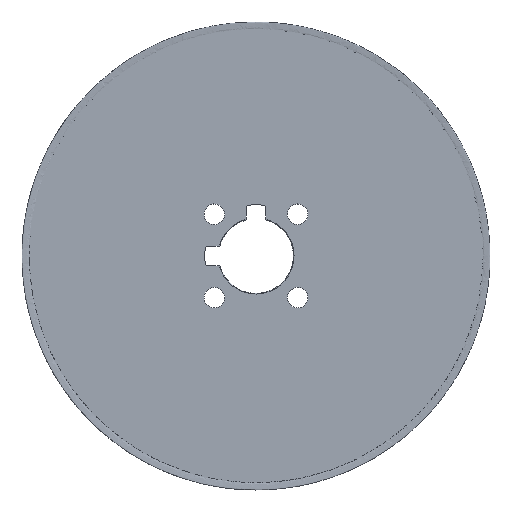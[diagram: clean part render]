
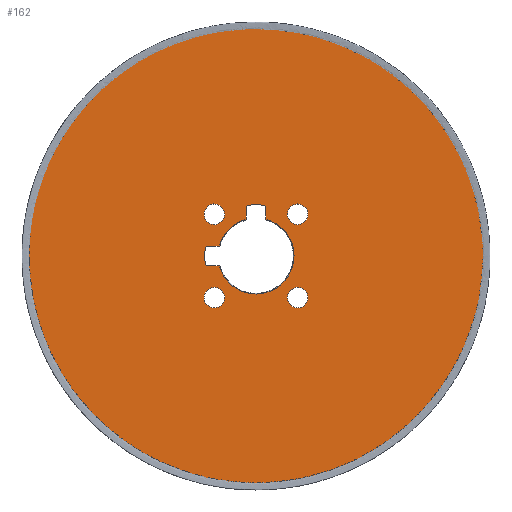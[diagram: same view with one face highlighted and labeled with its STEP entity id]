
A CAD part, top view. The second image highlights one B-rep face of the part: STEP entity #162.
In plain terms, the highlighted planar face has unit normal (0, 0, 1).
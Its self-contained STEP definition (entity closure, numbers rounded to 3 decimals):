
#162=ADVANCED_FACE('TB_SU_5',(#202,#203,#204,#205,#206,#207),#196,.T.);
#196=PLANE('',#930);
#202=FACE_BOUND('',#229,.T.);
#203=FACE_BOUND('',#230,.T.);
#204=FACE_BOUND('',#231,.T.);
#205=FACE_BOUND('',#232,.T.);
#206=FACE_BOUND('',#233,.T.);
#207=FACE_BOUND('',#234,.T.);
#229=EDGE_LOOP('',(#327,#328,#329,#330,#331,#332,#333,#334,#335,#336,#337,
#338,#339,#340,#341,#342,#343,#344));
#230=EDGE_LOOP('',(#345));
#231=EDGE_LOOP('',(#346));
#232=EDGE_LOOP('',(#347));
#233=EDGE_LOOP('',(#348));
#234=EDGE_LOOP('',(#349));
#279=LINE('',#1283,#303);
#280=LINE('',#1291,#304);
#281=LINE('',#1303,#305);
#282=LINE('',#1311,#306);
#303=VECTOR('',#1044,1.);
#304=VECTOR('',#1051,1.);
#305=VECTOR('',#1062,1.);
#306=VECTOR('',#1069,1.);
#327=ORIENTED_EDGE('',*,*,#556,.F.);
#328=ORIENTED_EDGE('',*,*,#557,.T.);
#329=ORIENTED_EDGE('',*,*,#558,.T.);
#330=ORIENTED_EDGE('',*,*,#559,.F.);
#331=ORIENTED_EDGE('',*,*,#560,.T.);
#332=ORIENTED_EDGE('',*,*,#561,.F.);
#333=ORIENTED_EDGE('',*,*,#562,.T.);
#334=ORIENTED_EDGE('',*,*,#563,.T.);
#335=ORIENTED_EDGE('',*,*,#564,.F.);
#336=ORIENTED_EDGE('',*,*,#565,.F.);
#337=ORIENTED_EDGE('',*,*,#566,.F.);
#338=ORIENTED_EDGE('',*,*,#567,.T.);
#339=ORIENTED_EDGE('',*,*,#568,.T.);
#340=ORIENTED_EDGE('',*,*,#569,.F.);
#341=ORIENTED_EDGE('',*,*,#570,.T.);
#342=ORIENTED_EDGE('',*,*,#571,.F.);
#343=ORIENTED_EDGE('',*,*,#572,.T.);
#344=ORIENTED_EDGE('',*,*,#573,.T.);
#345=ORIENTED_EDGE('',*,*,#574,.T.);
#346=ORIENTED_EDGE('',*,*,#575,.T.);
#347=ORIENTED_EDGE('',*,*,#576,.T.);
#348=ORIENTED_EDGE('',*,*,#577,.T.);
#349=ORIENTED_EDGE('',*,*,#578,.T.);
#495=VERTEX_POINT('',#1279);
#496=VERTEX_POINT('',#1280);
#497=VERTEX_POINT('',#1282);
#498=VERTEX_POINT('',#1284);
#499=VERTEX_POINT('',#1286);
#500=VERTEX_POINT('',#1288);
#501=VERTEX_POINT('',#1290);
#502=VERTEX_POINT('',#1292);
#503=VERTEX_POINT('',#1294);
#504=VERTEX_POINT('',#1296);
#505=VERTEX_POINT('',#1298);
#506=VERTEX_POINT('',#1300);
#507=VERTEX_POINT('',#1302);
#508=VERTEX_POINT('',#1304);
#509=VERTEX_POINT('',#1306);
#510=VERTEX_POINT('',#1308);
#511=VERTEX_POINT('',#1310);
#512=VERTEX_POINT('',#1312);
#513=VERTEX_POINT('',#1315);
#514=VERTEX_POINT('',#1317);
#515=VERTEX_POINT('',#1319);
#516=VERTEX_POINT('',#1321);
#517=VERTEX_POINT('',#1323);
#556=EDGE_CURVE('',#495,#496,#640,.T.);
#557=EDGE_CURVE('',#495,#497,#641,.T.);
#558=EDGE_CURVE('',#497,#498,#279,.T.);
#559=EDGE_CURVE('',#499,#498,#642,.T.);
#560=EDGE_CURVE('',#499,#500,#643,.T.);
#561=EDGE_CURVE('',#501,#500,#644,.T.);
#562=EDGE_CURVE('',#501,#502,#280,.T.);
#563=EDGE_CURVE('',#502,#503,#645,.T.);
#564=EDGE_CURVE('',#504,#503,#646,.T.);
#565=EDGE_CURVE('',#505,#504,#647,.T.);
#566=EDGE_CURVE('',#506,#505,#648,.T.);
#567=EDGE_CURVE('',#506,#507,#649,.T.);
#568=EDGE_CURVE('',#507,#508,#281,.T.);
#569=EDGE_CURVE('',#509,#508,#650,.T.);
#570=EDGE_CURVE('',#509,#510,#651,.T.);
#571=EDGE_CURVE('',#511,#510,#652,.T.);
#572=EDGE_CURVE('',#511,#512,#282,.T.);
#573=EDGE_CURVE('',#512,#496,#653,.T.);
#574=EDGE_CURVE('',#513,#513,#654,.T.);
#575=EDGE_CURVE('',#514,#514,#655,.T.);
#576=EDGE_CURVE('',#515,#515,#656,.T.);
#577=EDGE_CURVE('',#516,#516,#657,.T.);
#578=EDGE_CURVE('',#517,#517,#658,.T.);
#640=CIRCLE('',#911,20.306);
#641=CIRCLE('',#912,0.5);
#642=CIRCLE('',#913,1.6);
#643=CIRCLE('',#914,22.);
#644=CIRCLE('',#915,1.6);
#645=CIRCLE('',#916,0.5);
#646=CIRCLE('',#917,20.306);
#647=CIRCLE('',#918,20.306);
#648=CIRCLE('',#919,20.306);
#649=CIRCLE('',#920,0.5);
#650=CIRCLE('',#921,1.6);
#651=CIRCLE('',#922,22.);
#652=CIRCLE('',#923,1.6);
#653=CIRCLE('',#924,0.5);
#654=CIRCLE('',#925,5.511);
#655=CIRCLE('',#926,5.511);
#656=CIRCLE('',#927,123.29);
#657=CIRCLE('',#928,5.511);
#658=CIRCLE('',#929,5.511);
#911=AXIS2_PLACEMENT_3D('',#1278,#1040,#1041);
#912=AXIS2_PLACEMENT_3D('',#1281,#1042,#1043);
#913=AXIS2_PLACEMENT_3D('',#1285,#1045,#1046);
#914=AXIS2_PLACEMENT_3D('',#1287,#1047,#1048);
#915=AXIS2_PLACEMENT_3D('',#1289,#1049,#1050);
#916=AXIS2_PLACEMENT_3D('',#1293,#1052,#1053);
#917=AXIS2_PLACEMENT_3D('',#1295,#1054,#1055);
#918=AXIS2_PLACEMENT_3D('',#1297,#1056,#1057);
#919=AXIS2_PLACEMENT_3D('',#1299,#1058,#1059);
#920=AXIS2_PLACEMENT_3D('',#1301,#1060,#1061);
#921=AXIS2_PLACEMENT_3D('',#1305,#1063,#1064);
#922=AXIS2_PLACEMENT_3D('',#1307,#1065,#1066);
#923=AXIS2_PLACEMENT_3D('',#1309,#1067,#1068);
#924=AXIS2_PLACEMENT_3D('',#1313,#1070,#1071);
#925=AXIS2_PLACEMENT_3D('',#1314,#1072,#1073);
#926=AXIS2_PLACEMENT_3D('',#1316,#1074,#1075);
#927=AXIS2_PLACEMENT_3D('',#1318,#1076,#1077);
#928=AXIS2_PLACEMENT_3D('',#1320,#1078,#1079);
#929=AXIS2_PLACEMENT_3D('',#1322,#1080,#1081);
#930=AXIS2_PLACEMENT_3D('',#1324,#1082,#1083);
#1040=DIRECTION('',(0.,0.,1.));
#1041=DIRECTION('',(-0.292,-0.956,0.));
#1042=DIRECTION('',(0.,0.,1.));
#1043=DIRECTION('',(-0.292,-0.956,0.));
#1044=DIRECTION('',(0.,1.,0.));
#1045=DIRECTION('',(0.,0.,1.));
#1046=DIRECTION('',(-0.292,-0.956,0.));
#1047=DIRECTION('',(0.,0.,-1.));
#1048=DIRECTION('',(-0.292,-0.956,0.));
#1049=DIRECTION('',(0.,0.,1.));
#1050=DIRECTION('',(-0.292,-0.956,0.));
#1051=DIRECTION('',(0.,-1.,0.));
#1052=DIRECTION('',(0.,0.,1.));
#1053=DIRECTION('',(-0.292,-0.956,0.));
#1054=DIRECTION('',(0.,0.,1.));
#1055=DIRECTION('',(-0.292,-0.956,0.));
#1056=DIRECTION('',(0.,0.,1.));
#1057=DIRECTION('',(-0.292,-0.956,0.));
#1058=DIRECTION('',(0.,0.,1.));
#1059=DIRECTION('',(-0.292,-0.956,0.));
#1060=DIRECTION('',(0.,0.,1.));
#1061=DIRECTION('',(-0.292,-0.956,0.));
#1062=DIRECTION('',(-1.,0.,0.));
#1063=DIRECTION('',(0.,0.,1.));
#1064=DIRECTION('',(-0.292,-0.956,0.));
#1065=DIRECTION('',(0.,0.,-1.));
#1066=DIRECTION('',(-0.292,-0.956,0.));
#1067=DIRECTION('',(0.,0.,1.));
#1068=DIRECTION('',(-0.292,-0.956,0.));
#1069=DIRECTION('',(1.,0.,0.));
#1070=DIRECTION('',(0.,0.,1.));
#1071=DIRECTION('',(-0.292,-0.956,0.));
#1072=DIRECTION('',(0.,0.,-1.));
#1073=DIRECTION('',(-0.292,-0.956,0.));
#1074=DIRECTION('',(0.,0.,-1.));
#1075=DIRECTION('',(-0.292,-0.956,0.));
#1076=DIRECTION('',(0.,0.,1.));
#1077=DIRECTION('',(-0.292,-0.956,0.));
#1078=DIRECTION('',(0.,0.,-1.));
#1079=DIRECTION('',(-0.292,-0.956,0.));
#1080=DIRECTION('',(0.,0.,-1.));
#1081=DIRECTION('',(-0.292,-0.956,0.));
#1082=DIRECTION('',(0.,0.,1.));
#1083=DIRECTION('',(-0.292,-0.956,0.));
#1278=CARTESIAN_POINT('',(0.,0.,0.));
#1279=CARTESIAN_POINT('',(-5.329,19.595,0.));
#1280=CARTESIAN_POINT('',(-19.595,5.329,0.));
#1281=CARTESIAN_POINT('',(-5.825,19.659,0.));
#1282=CARTESIAN_POINT('',(-5.325,19.659,0.));
#1283=CARTESIAN_POINT('',(-5.325,0.,0.));
#1284=CARTESIAN_POINT('',(-5.325,25.501,0.));
#1285=CARTESIAN_POINT('',(-3.725,25.501,0.));
#1286=CARTESIAN_POINT('',(-4.017,27.074,0.));
#1287=CARTESIAN_POINT('',(0.,5.444,0.));
#1288=CARTESIAN_POINT('',(4.017,27.074,0.));
#1289=CARTESIAN_POINT('',(3.725,25.501,0.));
#1290=CARTESIAN_POINT('',(5.325,25.501,0.));
#1291=CARTESIAN_POINT('',(5.325,0.,0.));
#1292=CARTESIAN_POINT('',(5.325,19.659,0.));
#1293=CARTESIAN_POINT('',(5.825,19.659,0.));
#1294=CARTESIAN_POINT('',(5.329,19.595,0.));
#1295=CARTESIAN_POINT('',(0.,0.,0.));
#1296=CARTESIAN_POINT('',(20.306,0.,0.));
#1297=CARTESIAN_POINT('',(0.,0.,0.));
#1298=CARTESIAN_POINT('',(0.,-20.306,0.));
#1299=CARTESIAN_POINT('',(0.,0.,0.));
#1300=CARTESIAN_POINT('',(-19.595,-5.329,0.));
#1301=CARTESIAN_POINT('',(-19.659,-5.825,0.));
#1302=CARTESIAN_POINT('',(-19.659,-5.325,0.));
#1303=CARTESIAN_POINT('',(-123.59,-5.325,0.));
#1304=CARTESIAN_POINT('',(-25.501,-5.325,0.));
#1305=CARTESIAN_POINT('',(-25.501,-3.725,0.));
#1306=CARTESIAN_POINT('',(-27.074,-4.017,0.));
#1307=CARTESIAN_POINT('',(-5.444,0.,0.));
#1308=CARTESIAN_POINT('',(-27.074,4.017,0.));
#1309=CARTESIAN_POINT('',(-25.501,3.725,0.));
#1310=CARTESIAN_POINT('',(-25.501,5.325,0.));
#1311=CARTESIAN_POINT('',(-123.59,5.325,0.));
#1312=CARTESIAN_POINT('',(-19.659,5.325,0.));
#1313=CARTESIAN_POINT('',(-19.659,5.825,0.));
#1314=CARTESIAN_POINT('',(22.274,-22.274,0.));
#1315=CARTESIAN_POINT('',(20.663,-27.544,0.));
#1316=CARTESIAN_POINT('',(-22.274,22.274,0.));
#1317=CARTESIAN_POINT('',(-23.885,17.004,0.));
#1318=CARTESIAN_POINT('',(0.,0.,0.));
#1319=CARTESIAN_POINT('',(-36.047,-117.903,0.));
#1320=CARTESIAN_POINT('',(-22.274,-22.274,0.));
#1321=CARTESIAN_POINT('',(-23.885,-27.544,0.));
#1322=CARTESIAN_POINT('',(22.274,22.274,0.));
#1323=CARTESIAN_POINT('',(20.663,17.004,0.));
#1324=CARTESIAN_POINT('',(-123.59,0.,0.));
